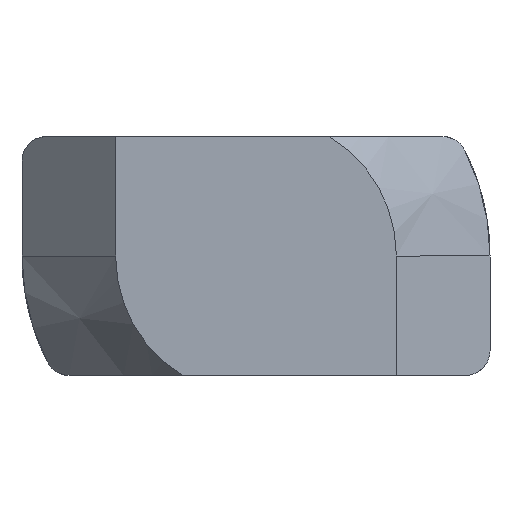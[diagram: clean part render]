
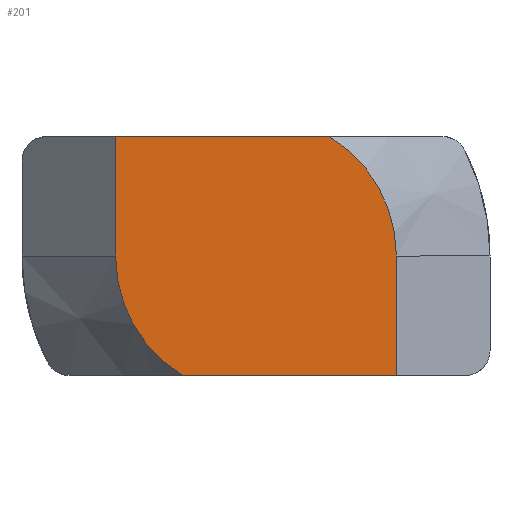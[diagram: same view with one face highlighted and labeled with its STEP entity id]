
A CAD part, front view. The second image highlights one B-rep face of the part: STEP entity #201.
In plain terms, the highlighted planar face has unit normal (0, -1, 0).
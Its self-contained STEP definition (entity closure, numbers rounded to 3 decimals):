
#201 = ADVANCED_FACE( '', ( #406 ), #407, .F. );
#406 = FACE_OUTER_BOUND( '', #611, .T. );
#407 = PLANE( '', #612 );
#611 = EDGE_LOOP( '', ( #1175, #1176, #1177, #1178, #1179, #1180 ) );
#612 = AXIS2_PLACEMENT_3D( '', #1181, #1182, #1183 );
#1175 = ORIENTED_EDGE( '', *, *, #1305, .T. );
#1176 = ORIENTED_EDGE( '', *, *, #1428, .F. );
#1177 = ORIENTED_EDGE( '', *, *, #1314, .F. );
#1178 = ORIENTED_EDGE( '', *, *, #1365, .T. );
#1179 = ORIENTED_EDGE( '', *, *, #1456, .T. );
#1180 = ORIENTED_EDGE( '', *, *, #1473, .T. );
#1181 = CARTESIAN_POINT( '', ( 9.5, 0., 4.85 ) );
#1182 = DIRECTION( '', ( 0., 1., 0. ) );
#1183 = DIRECTION( '', ( 0., 0., 1. ) );
#1305 = EDGE_CURVE( '', #1590, #1588, #1591, .T. );
#1314 = EDGE_CURVE( '', #1604, #1606, #1607, .T. );
#1365 = EDGE_CURVE( '', #1604, #1689, #1691, .T. );
#1428 = EDGE_CURVE( '', #1606, #1588, #1777, .T. );
#1456 = EDGE_CURVE( '', #1689, #1814, #1816, .T. );
#1473 = EDGE_CURVE( '', #1814, #1590, #1834, .T. );
#1588 = VERTEX_POINT( '', #1964 );
#1590 = VERTEX_POINT( '', #1967 );
#1591 = LINE( '', #1968, #1969 );
#1604 = VERTEX_POINT( '', #1988 );
#1606 = VERTEX_POINT( '', #1991 );
#1607 = LINE( '', #1992, #1993 );
#1689 = VERTEX_POINT( '', #2112 );
#1691 = LINE( '', #2115, #2116 );
#1777 = CIRCLE( '', #2230, 5.7 );
#1814 = VERTEX_POINT( '', #2285 );
#1816 = CIRCLE( '', #2294, 5.7 );
#1834 = LINE( '', #2320, #2321 );
#1964 = CARTESIAN_POINT( '', ( -5.7, 0., 0. ) );
#1967 = CARTESIAN_POINT( '', ( -5.7, 0., 4.85 ) );
#1968 = CARTESIAN_POINT( '', ( -5.7, 0., 4.85 ) );
#1969 = VECTOR( '', #2454, 1000. );
#1988 = CARTESIAN_POINT( '', ( 5.7, 0., -4.85 ) );
#1991 = CARTESIAN_POINT( '', ( -2.995, 0., -4.85 ) );
#1992 = CARTESIAN_POINT( '', ( 9.5, 0., -4.85 ) );
#1993 = VECTOR( '', #2462, 1000. );
#2112 = CARTESIAN_POINT( '', ( 5.7, 0., 0. ) );
#2115 = CARTESIAN_POINT( '', ( 5.7, 0., -4.85 ) );
#2116 = VECTOR( '', #2521, 1000. );
#2230 = AXIS2_PLACEMENT_3D( '', #2618, #2619, #2620 );
#2285 = CARTESIAN_POINT( '', ( 2.995, 0., 4.85 ) );
#2294 = AXIS2_PLACEMENT_3D( '', #2639, #2640, #2641 );
#2320 = CARTESIAN_POINT( '', ( 9.5, 0., 4.85 ) );
#2321 = VECTOR( '', #2650, 1000. );
#2454 = DIRECTION( '', ( 0., 0., -1. ) );
#2462 = DIRECTION( '', ( -1., 0., 0. ) );
#2521 = DIRECTION( '', ( 0., 0., 1. ) );
#2618 = CARTESIAN_POINT( '', ( 0., 0., 0. ) );
#2619 = DIRECTION( '', ( 0., 1., 0. ) );
#2620 = DIRECTION( '', ( 0., 0., 1. ) );
#2639 = CARTESIAN_POINT( '', ( 0., 0., 0. ) );
#2640 = DIRECTION( '', ( 0., -1., 0. ) );
#2641 = DIRECTION( '', ( 0., 0., -1. ) );
#2650 = DIRECTION( '', ( -1., 0., 0. ) );
